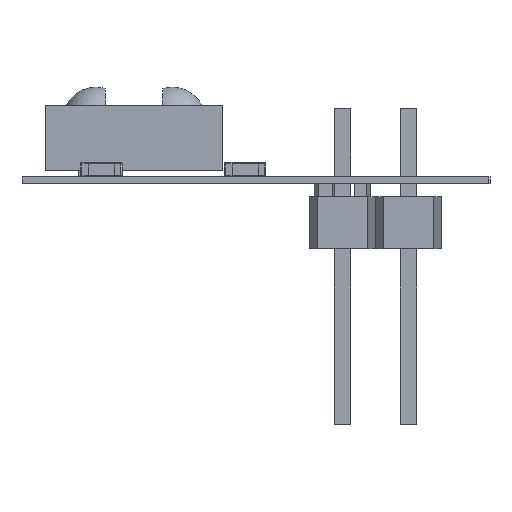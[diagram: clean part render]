
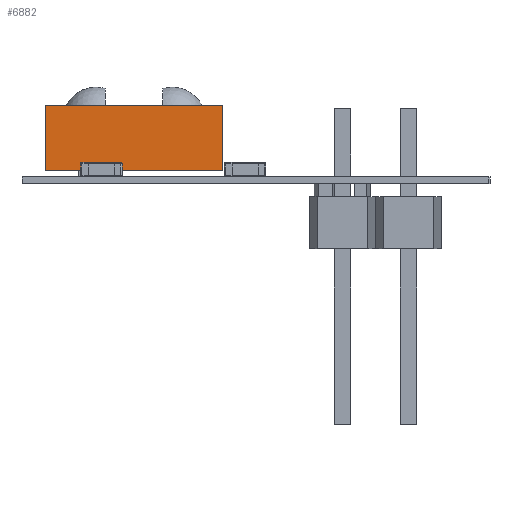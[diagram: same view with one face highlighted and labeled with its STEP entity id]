
A CAD part, left-side view. The second image highlights one B-rep face of the part: STEP entity #6882.
In plain terms, the highlighted face is planar.
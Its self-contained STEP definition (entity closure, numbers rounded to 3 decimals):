
#6624 = PLANE('',#6625);
#6625 = AXIS2_PLACEMENT_3D('',#6626,#6627,#6628);
#6626 = CARTESIAN_POINT('',(0.,2.5,0.));
#6627 = DIRECTION('',(0.,1.,0.));
#6628 = DIRECTION('',(0.,0.,1.));
#6774 = VERTEX_POINT('',#6775);
#6775 = CARTESIAN_POINT('',(-3.4,0.,1.5));
#6782 = PLANE('',#6783);
#6783 = AXIS2_PLACEMENT_3D('',#6784,#6785,#6786);
#6784 = CARTESIAN_POINT('',(-3.4,2.5,-1.5));
#6785 = DIRECTION('',(1.,0.,0.));
#6786 = DIRECTION('',(0.,0.,-1.));
#6794 = PLANE('',#6795);
#6795 = AXIS2_PLACEMENT_3D('',#6796,#6797,#6798);
#6796 = CARTESIAN_POINT('',(0.,0.,0.));
#6797 = DIRECTION('',(0.,1.,0.));
#6798 = DIRECTION('',(0.,0.,1.));
#6806 = EDGE_CURVE('',#6807,#6774,#6809,.T.);
#6807 = VERTEX_POINT('',#6808);
#6808 = CARTESIAN_POINT('',(-3.4,2.5,1.5));
#6809 = SURFACE_CURVE('',#6810,(#6814,#6821),.PCURVE_S1.);
#6810 = LINE('',#6811,#6812);
#6811 = CARTESIAN_POINT('',(-3.4,2.5,1.5));
#6812 = VECTOR('',#6813,1.);
#6813 = DIRECTION('',(0.,-1.,0.));
#6814 = PCURVE('',#6782,#6815);
#6815 = DEFINITIONAL_REPRESENTATION('',(#6816),#6820);
#6816 = LINE('',#6817,#6818);
#6817 = CARTESIAN_POINT('',(-3.,0.));
#6818 = VECTOR('',#6819,1.);
#6819 = DIRECTION('',(0.,-1.));
#6820 = ( GEOMETRIC_REPRESENTATION_CONTEXT(2) 
PARAMETRIC_REPRESENTATION_CONTEXT() REPRESENTATION_CONTEXT('2D SPACE',''
  ) );
#6821 = PCURVE('',#6822,#6827);
#6822 = PLANE('',#6823);
#6823 = AXIS2_PLACEMENT_3D('',#6824,#6825,#6826);
#6824 = CARTESIAN_POINT('',(-3.4,2.5,1.5));
#6825 = DIRECTION('',(0.,0.,-1.));
#6826 = DIRECTION('',(-1.,0.,0.));
#6827 = DEFINITIONAL_REPRESENTATION('',(#6828),#6832);
#6828 = LINE('',#6829,#6830);
#6829 = CARTESIAN_POINT('',(0.,0.));
#6830 = VECTOR('',#6831,1.);
#6831 = DIRECTION('',(0.,-1.));
#6832 = ( GEOMETRIC_REPRESENTATION_CONTEXT(2) 
PARAMETRIC_REPRESENTATION_CONTEXT() REPRESENTATION_CONTEXT('2D SPACE',''
  ) );
#6882 = ADVANCED_FACE('',(#6883),#6822,.F.);
#6883 = FACE_BOUND('',#6884,.T.);
#6884 = EDGE_LOOP('',(#6885,#6908,#6936,#6957));
#6885 = ORIENTED_EDGE('',*,*,#6886,.T.);
#6886 = EDGE_CURVE('',#6774,#6887,#6889,.T.);
#6887 = VERTEX_POINT('',#6888);
#6888 = CARTESIAN_POINT('',(3.4,0.,1.5));
#6889 = SURFACE_CURVE('',#6890,(#6894,#6901),.PCURVE_S1.);
#6890 = LINE('',#6891,#6892);
#6891 = CARTESIAN_POINT('',(-3.4,0.,1.5));
#6892 = VECTOR('',#6893,1.);
#6893 = DIRECTION('',(1.,0.,0.));
#6894 = PCURVE('',#6822,#6895);
#6895 = DEFINITIONAL_REPRESENTATION('',(#6896),#6900);
#6896 = LINE('',#6897,#6898);
#6897 = CARTESIAN_POINT('',(0.,-2.5));
#6898 = VECTOR('',#6899,1.);
#6899 = DIRECTION('',(-1.,0.));
#6900 = ( GEOMETRIC_REPRESENTATION_CONTEXT(2) 
PARAMETRIC_REPRESENTATION_CONTEXT() REPRESENTATION_CONTEXT('2D SPACE',''
  ) );
#6901 = PCURVE('',#6794,#6902);
#6902 = DEFINITIONAL_REPRESENTATION('',(#6903),#6907);
#6903 = LINE('',#6904,#6905);
#6904 = CARTESIAN_POINT('',(1.5,-3.4));
#6905 = VECTOR('',#6906,1.);
#6906 = DIRECTION('',(0.,1.));
#6907 = ( GEOMETRIC_REPRESENTATION_CONTEXT(2) 
PARAMETRIC_REPRESENTATION_CONTEXT() REPRESENTATION_CONTEXT('2D SPACE',''
  ) );
#6908 = ORIENTED_EDGE('',*,*,#6909,.F.);
#6909 = EDGE_CURVE('',#6910,#6887,#6912,.T.);
#6910 = VERTEX_POINT('',#6911);
#6911 = CARTESIAN_POINT('',(3.4,2.5,1.5));
#6912 = SURFACE_CURVE('',#6913,(#6917,#6924),.PCURVE_S1.);
#6913 = LINE('',#6914,#6915);
#6914 = CARTESIAN_POINT('',(3.4,2.5,1.5));
#6915 = VECTOR('',#6916,1.);
#6916 = DIRECTION('',(0.,-1.,0.));
#6917 = PCURVE('',#6822,#6918);
#6918 = DEFINITIONAL_REPRESENTATION('',(#6919),#6923);
#6919 = LINE('',#6920,#6921);
#6920 = CARTESIAN_POINT('',(-6.8,0.));
#6921 = VECTOR('',#6922,1.);
#6922 = DIRECTION('',(0.,-1.));
#6923 = ( GEOMETRIC_REPRESENTATION_CONTEXT(2) 
PARAMETRIC_REPRESENTATION_CONTEXT() REPRESENTATION_CONTEXT('2D SPACE',''
  ) );
#6924 = PCURVE('',#6925,#6930);
#6925 = PLANE('',#6926);
#6926 = AXIS2_PLACEMENT_3D('',#6927,#6928,#6929);
#6927 = CARTESIAN_POINT('',(3.4,2.5,-1.5));
#6928 = DIRECTION('',(-1.,0.,0.));
#6929 = DIRECTION('',(0.,0.,1.));
#6930 = DEFINITIONAL_REPRESENTATION('',(#6931),#6935);
#6931 = LINE('',#6932,#6933);
#6932 = CARTESIAN_POINT('',(3.,0.));
#6933 = VECTOR('',#6934,1.);
#6934 = DIRECTION('',(0.,-1.));
#6935 = ( GEOMETRIC_REPRESENTATION_CONTEXT(2) 
PARAMETRIC_REPRESENTATION_CONTEXT() REPRESENTATION_CONTEXT('2D SPACE',''
  ) );
#6936 = ORIENTED_EDGE('',*,*,#6937,.F.);
#6937 = EDGE_CURVE('',#6807,#6910,#6938,.T.);
#6938 = SURFACE_CURVE('',#6939,(#6943,#6950),.PCURVE_S1.);
#6939 = LINE('',#6940,#6941);
#6940 = CARTESIAN_POINT('',(-3.4,2.5,1.5));
#6941 = VECTOR('',#6942,1.);
#6942 = DIRECTION('',(1.,0.,0.));
#6943 = PCURVE('',#6822,#6944);
#6944 = DEFINITIONAL_REPRESENTATION('',(#6945),#6949);
#6945 = LINE('',#6946,#6947);
#6946 = CARTESIAN_POINT('',(0.,0.));
#6947 = VECTOR('',#6948,1.);
#6948 = DIRECTION('',(-1.,0.));
#6949 = ( GEOMETRIC_REPRESENTATION_CONTEXT(2) 
PARAMETRIC_REPRESENTATION_CONTEXT() REPRESENTATION_CONTEXT('2D SPACE',''
  ) );
#6950 = PCURVE('',#6624,#6951);
#6951 = DEFINITIONAL_REPRESENTATION('',(#6952),#6956);
#6952 = LINE('',#6953,#6954);
#6953 = CARTESIAN_POINT('',(1.5,-3.4));
#6954 = VECTOR('',#6955,1.);
#6955 = DIRECTION('',(0.,1.));
#6956 = ( GEOMETRIC_REPRESENTATION_CONTEXT(2) 
PARAMETRIC_REPRESENTATION_CONTEXT() REPRESENTATION_CONTEXT('2D SPACE',''
  ) );
#6957 = ORIENTED_EDGE('',*,*,#6806,.T.);
